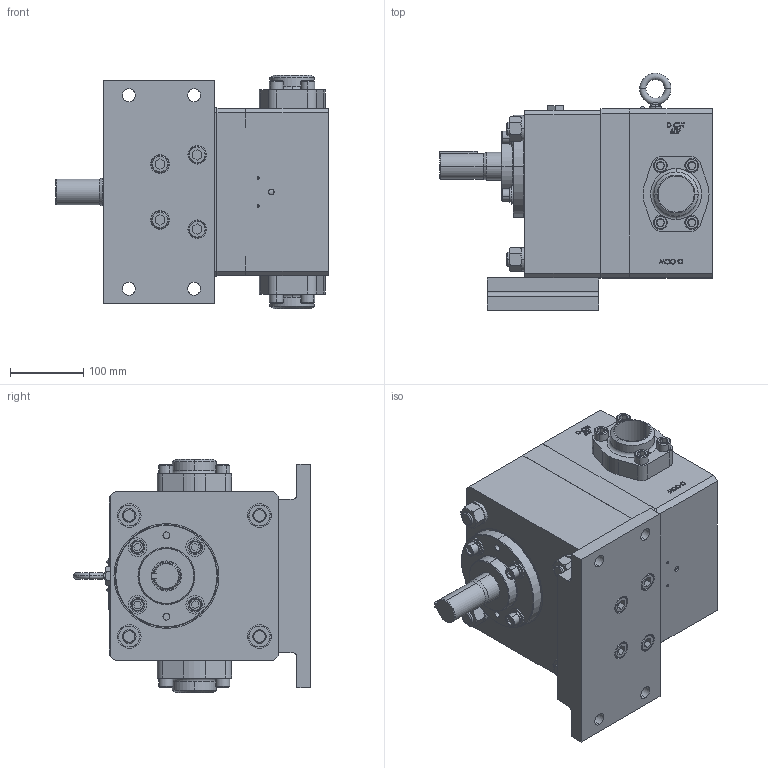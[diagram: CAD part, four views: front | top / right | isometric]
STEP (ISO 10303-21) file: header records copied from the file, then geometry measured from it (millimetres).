
FILE_DESCRIPTION (( 'STEP AP214' ), '1' );
FILE_NAME ('G-1415-15J9-003-BW.STEP', '2019-09-24T16:37:32', ( '' ), ( '' ), 'SwSTEP 2.0', 'SolidWorks 2018', '' );
FILE_SCHEMA (( 'AUTOMOTIVE_DESIGN' ));
Length unit declared in the file: inch
Products named in the file (1): G-1415-15J9-003-BW
Bounding box: 371.63 x 323.85 x 318.52 mm (x, y, z)
Volume: 15992829.7 mm3; surface area: 564645.8 mm2
Topology: 1 solids, 1 shells, 1817 faces, 4465 edges, 2886 vertices
Faces by surface type: plane 1074, bspline 301, cylinder 233, cone 193, torus 12, sphere 4
Entity records: 88350 total; most frequent: CARTESIAN_POINT 32835, ORIENTED_EDGE 8922, DIRECTION 7410, EDGE_CURVE 4461, LINE 2972, VECTOR 2972, VERTEX_POINT 2886, AXIS2_PLACEMENT_3D 2219
